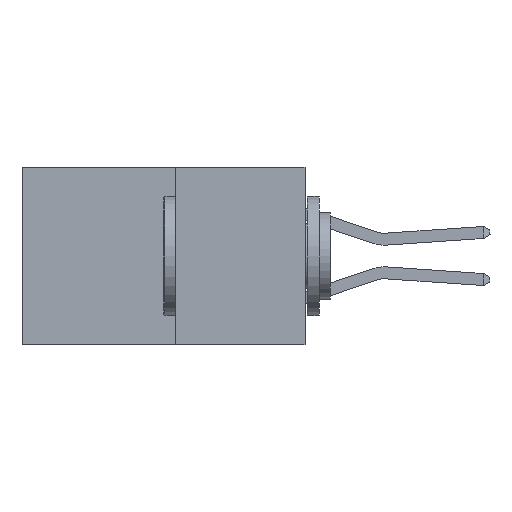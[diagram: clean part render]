
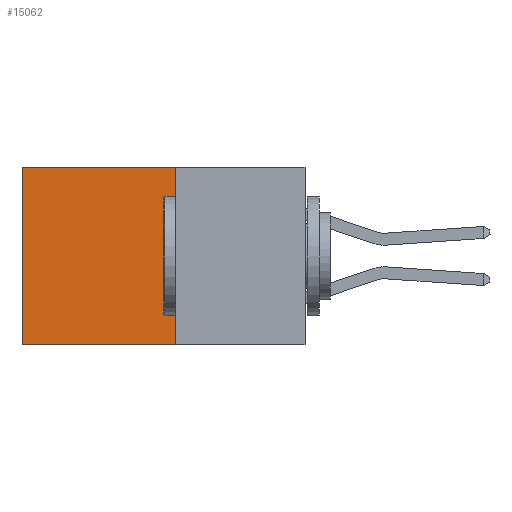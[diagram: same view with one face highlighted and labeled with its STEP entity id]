
A CAD part, left-side view. The second image highlights one B-rep face of the part: STEP entity #15062.
In plain terms, the highlighted planar face has unit normal (-1, 0, 0).
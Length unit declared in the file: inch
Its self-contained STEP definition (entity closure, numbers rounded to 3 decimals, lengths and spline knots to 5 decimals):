
#85 = DIRECTION ( 'NONE',  ( 1., 0., 0. ) ) ;
#206 = EDGE_CURVE ( 'NONE', #15811, #15123, #18867, .T. ) ;
#1061 = LINE ( 'NONE', #15860, #11949 ) ;
#1193 = EDGE_CURVE ( 'NONE', #22456, #15123, #14800, .T. ) ;
#3702 = ORIENTED_EDGE ( 'NONE', *, *, #5070, .F. ) ;
#5070 = EDGE_CURVE ( 'NONE', #14825, #22456, #14616, .T. ) ;
#6810 = VECTOR ( 'NONE', #26730, 39.37008 ) ;
#8031 = DIRECTION ( 'NONE',  ( 0., 1., 0. ) ) ;
#8058 = CARTESIAN_POINT ( 'NONE',  ( 0.277, 0.27, 0. ) ) ;
#9109 = VECTOR ( 'NONE', #8031, 39.37008 ) ;
#9780 = CARTESIAN_POINT ( 'NONE',  ( 0.277, 0.59, 0. ) ) ;
#10722 = ORIENTED_EDGE ( 'NONE', *, *, #1193, .F. ) ;
#10970 = PLANE ( 'NONE',  #19569 ) ;
#11949 = VECTOR ( 'NONE', #22135, 39.37008 ) ;
#14382 = FACE_OUTER_BOUND ( 'NONE', #14802, .T. ) ;
#14616 = LINE ( 'NONE', #20221, #25141 ) ;
#14800 = LINE ( 'NONE', #19693, #9109 ) ;
#14802 = EDGE_LOOP ( 'NONE', ( #15028, #10722, #3702, #27626 ) ) ;
#14825 = VERTEX_POINT ( 'NONE', #8058 ) ;
#14858 = CARTESIAN_POINT ( 'NONE',  ( 0.277, 0.27, -0.37 ) ) ;
#15028 = ORIENTED_EDGE ( 'NONE', *, *, #206, .T. ) ;
#15062 = ADVANCED_FACE ( 'NONE', ( #14382 ), #10970, .F. ) ;
#15123 = VERTEX_POINT ( 'NONE', #21732 ) ;
#15271 = DIRECTION ( 'NONE',  ( 0., 0., -1. ) ) ;
#15811 = VERTEX_POINT ( 'NONE', #9780 ) ;
#15860 = CARTESIAN_POINT ( 'NONE',  ( 0.277, 0.27, 0. ) ) ;
#18867 = LINE ( 'NONE', #20622, #6810 ) ;
#19569 = AXIS2_PLACEMENT_3D ( 'NONE', #25734, #85, #15271 ) ;
#19693 = CARTESIAN_POINT ( 'NONE',  ( 0.277, 0.27, -0.37 ) ) ;
#20221 = CARTESIAN_POINT ( 'NONE',  ( 0.277, 0.27, -0.37 ) ) ;
#20224 = DIRECTION ( 'NONE',  ( 0., 0., -1. ) ) ;
#20622 = CARTESIAN_POINT ( 'NONE',  ( 0.277, 0.59, -0.37 ) ) ;
#21732 = CARTESIAN_POINT ( 'NONE',  ( 0.277, 0.59, -0.37 ) ) ;
#22135 = DIRECTION ( 'NONE',  ( 0., 1., 0. ) ) ;
#22456 = VERTEX_POINT ( 'NONE', #14858 ) ;
#23412 = EDGE_CURVE ( 'NONE', #14825, #15811, #1061, .T. ) ;
#25141 = VECTOR ( 'NONE', #20224, 39.37008 ) ;
#25734 = CARTESIAN_POINT ( 'NONE',  ( 0.277, 0.27, -0.37 ) ) ;
#26730 = DIRECTION ( 'NONE',  ( 0., 0., -1. ) ) ;
#27626 = ORIENTED_EDGE ( 'NONE', *, *, #23412, .T. ) ;
